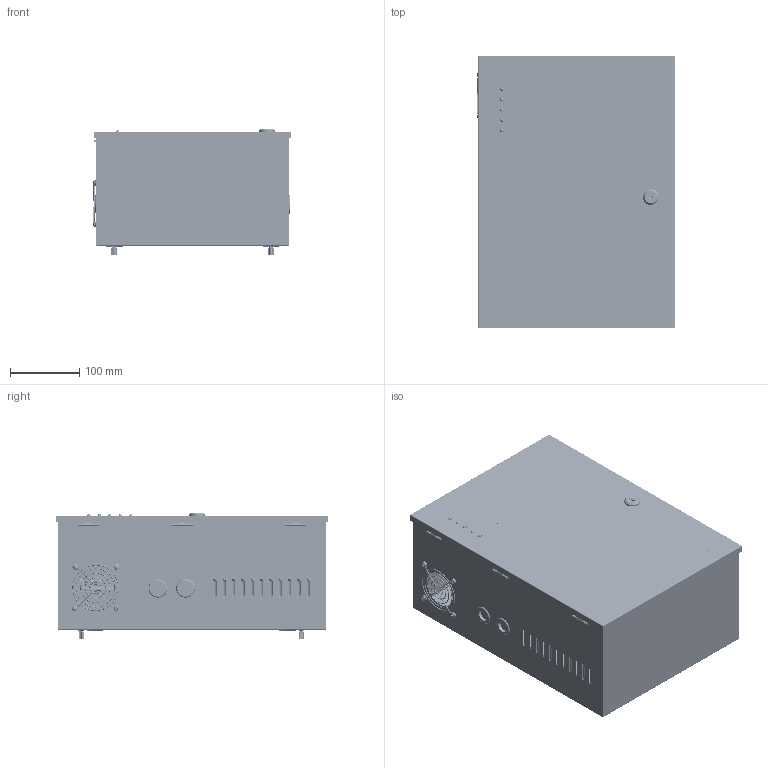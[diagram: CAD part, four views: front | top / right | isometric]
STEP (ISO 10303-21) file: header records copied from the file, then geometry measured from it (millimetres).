
FILE_DESCRIPTION (( 'STEP AP214' ), '1' );
FILE_NAME ('AD2410R.STEP', '2021-08-02T11:55:13', ( '' ), ( '' ), 'SwSTEP 2.0', 'SolidWorks 2020', '' );
FILE_SCHEMA (( 'AUTOMOTIVE_DESIGN' ));
Length unit declared in the file: millimetre
Products named in the file (37): BT CONTACT; RELAY; EP0180-LED 5MM_ORANGE; Parte 3 Deviatore a Rotella Panasonic AM5; EP0180-LED 5MM_ROUGE; HDR1x3; User Library-20mm diameter panel hole grommet; ISO 7045 - M4 x 5 - Z - 5S_ISO 7045 - M4 x 5 - Z - 5S; ENTRETOISE H4.8; Parte 4 Deviatore a Rotella Panasonic AM5; ELEC1 AD1203R-OBS_NV ELEC; PCB AD2405R_NV ELEC RELAIS; ELEC AD2405R-1_NV ELEC; COUVERCLE DE PROTECTION_NV ELEC RELAIS; HB-9500_6P; EP0180-LED 5MM_VERT; RedLED-3mm; Deviatore a Rotella Panasonic AM5_LIBRE; DIN 967 - M4 x 6 - Z --- 4.6N_DIN 967 - M4 x 6 - Z --- 4.6N; CASING DE PROTECTION; mkds_1.5-8; B2B-PH-K-S; ISO 7045 - M4 x 8 - Z --- 8S_ISO 7045 - M4 x 8 - Z --- 8S; Hexagon Thin Nut ISO - 4035 - M4 - N_Hexagon Thin Nut ISO - 4035 - M4 - N; BOITIER AD2410R_AD2410R; HB-9500_3P; CAM LOCK XL; AD2410R; Parte 1 Deviatore a Rotella Panasonic AM5; ELEC AD2405R; Jumper; PCB 5LEDS; Header 2_0 6x; ISO 7045 - M3 x 6 - Z --- 6S_ISO 7045 - M3 x 6 - Z --- 6S; Parte 2 Deviatore a Rotella Panasonic AM5; r6513-00_paroi 0.8mm; GRID
Assembly tree (66 placements, depth 4):
  AD2410R
    BOITIER AD2410R_AD2410R
    PCB AD2405R_NV ELEC RELAIS
      CASING DE PROTECTION
      COUVERCLE DE PROTECTION_NV ELEC RELAIS
      ELEC AD2405R
      ELEC AD2405R-1_NV ELEC
        ENTRETOISE H4.8  x4
        ELEC1 AD1203R-OBS_NV ELEC
        ISO 7045 - M3 x 6 - Z --- 6S_ISO 7045 - M3 x 6 - Z --- 6S  x4
        RELAY  x2
        B2B-PH-K-S
        mkds_1.5-8
        HDR1x3  x2
        Jumper  x2
      HB-9500_3P
      HB-9500_6P
      BT CONTACT
      Header 2_0 6x
      RedLED-3mm
      B2B-PH-K-S
    DIN 967 - M4 x 6 - Z --- 4.6N_DIN 967 - M4 x 6 - Z --- 4.6N  x4
    Deviatore a Rotella Panasonic AM5_LIBRE
      Parte 1 Deviatore a Rotella Panasonic AM5
      Parte 2 Deviatore a Rotella Panasonic AM5
      Parte 3 Deviatore a Rotella Panasonic AM5
      Parte 4 Deviatore a Rotella Panasonic AM5
    CAM LOCK XL
    User Library-20mm diameter panel hole grommet  x6
    EP0180-LED 5MM_VERT  x2
    EP0180-LED 5MM_ORANGE
    EP0180-LED 5MM_ROUGE  x2
    GRID
    Hexagon Thin Nut ISO - 4035 - M4 - N_Hexagon Thin Nut ISO - 4035 - M4 - N  x4
    ISO 7045 - M4 x 8 - Z --- 8S_ISO 7045 - M4 x 8 - Z --- 8S  x4
    r6513-00_paroi 0.8mm  x4
    PCB 5LEDS
    ISO 7045 - M4 x 5 - Z - 5S_ISO 7045 - M4 x 5 - Z - 5S  x2
Bounding box: 286.9 x 395 x 183.8 mm (x, y, z)
Volume: 586211.4 mm3; surface area: 1152005.9 mm2
Topology: 79 solids, 79 shells, 6812 faces, 18106 edges, 11940 vertices
Faces by surface type: plane 4032, cylinder 1135, bspline 662, cone 620, torus 323, sphere 40
Entity records: 238071 total; most frequent: CARTESIAN_POINT 73797, ORIENTED_EDGE 28964, DIRECTION 24911, EDGE_CURVE 14482, LINE 9823, VECTOR 9823, VERTEX_POINT 9676, AXIS2_PLACEMENT_3D 7544
